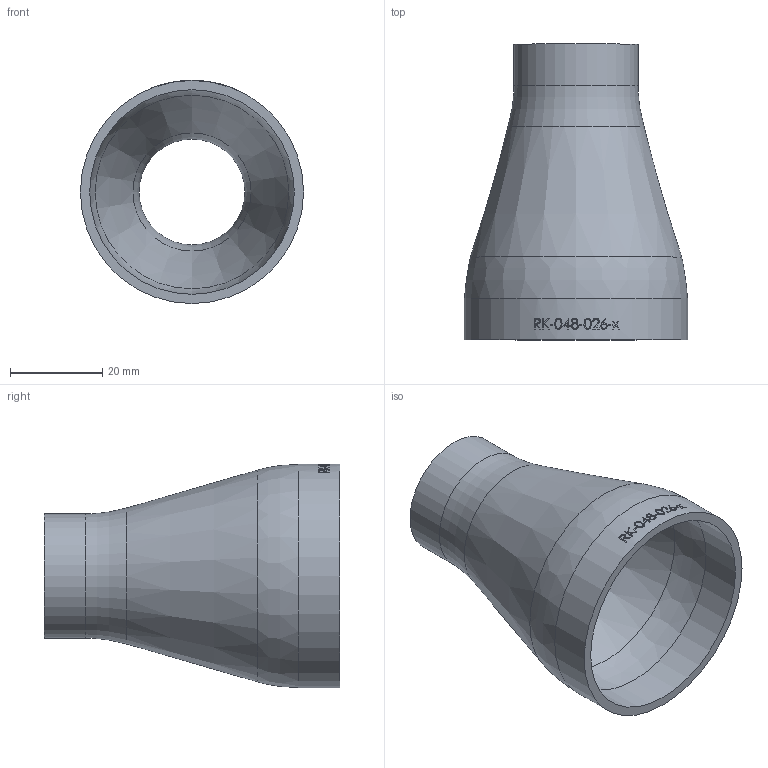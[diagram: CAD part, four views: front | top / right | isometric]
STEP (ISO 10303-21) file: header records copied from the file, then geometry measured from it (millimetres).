
FILE_DESCRIPTION (( 'STEP AP214' ), '1' );
FILE_NAME ('RK-048-026-x Reduzierung 48,3x26,9x2,0x2,0 BL64 1909.STEP', '2019-09-09T12:26:43', ( '' ), ( '' ), 'SwSTEP 2.0', 'SolidWorks 2016', '' );
FILE_SCHEMA (( 'AUTOMOTIVE_DESIGN' ));
Length unit declared in the file: millimetre
Products named in the file (1): RK-048-026-x Reduzierung 48,3x26,9x2,0x2,0 BL64 1909
Bounding box: 48.3 x 64 x 48.3 mm (x, y, z)
Volume: 14609.6 mm3; surface area: 15062.2 mm2
Topology: 1 solids, 1 shells, 154 faces, 391 edges, 258 vertices
Faces by surface type: bspline 77, plane 48, cylinder 23, torus 4, cone 2
Full cylindrical faces by diameter (mm): 22.9 x1, 26.9 x1, 44.3 x1, 48.3 x1
Entity records: 13786 total; most frequent: CARTESIAN_POINT 9229, ORIENTED_EDGE 762, EDGE_CURVE 381, DIRECTION 360, VERTEX_POINT 258, B_SPLINE_CURVE_WITH_KNOTS 245, EDGE_LOOP 185, FACE_OUTER_BOUND 162
